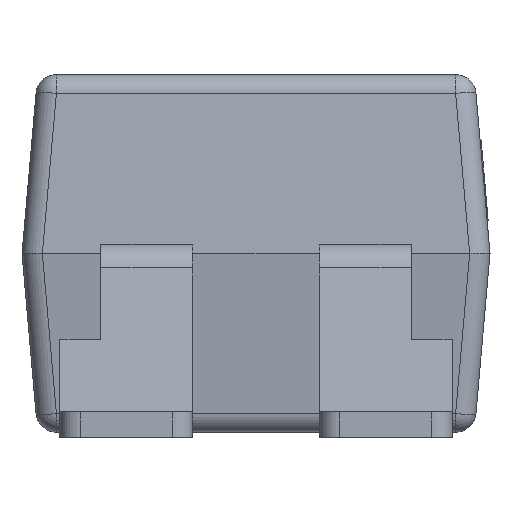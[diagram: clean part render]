
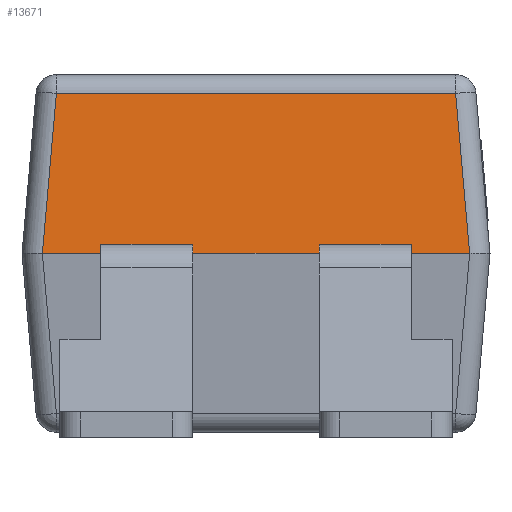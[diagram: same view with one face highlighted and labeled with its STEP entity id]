
A CAD part, left-side view. The second image highlights one B-rep face of the part: STEP entity #13671.
In plain terms, the highlighted planar face has unit normal (-0.996, 0, 0.087).
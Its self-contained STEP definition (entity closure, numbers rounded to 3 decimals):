
#56 = PLANE ( 'NONE',  #4260 ) ;
#87 = EDGE_CURVE ( 'NONE', #7541, #12818, #4258, .T. ) ;
#386 = LINE ( 'NONE', #14669, #1018 ) ;
#702 = ORIENTED_EDGE ( 'NONE', *, *, #6714, .F. ) ;
#735 = EDGE_CURVE ( 'NONE', #3951, #4597, #3440, .T. ) ;
#798 = EDGE_CURVE ( 'NONE', #15282, #5494, #386, .T. ) ;
#908 = FACE_OUTER_BOUND ( 'NONE', #11284, .T. ) ;
#924 = CARTESIAN_POINT ( 'NONE',  ( -3.217, -2.058, 0.377 ) ) ;
#1018 = VECTOR ( 'NONE', #12235, 1000. ) ;
#1325 = ORIENTED_EDGE ( 'NONE', *, *, #13201, .T. ) ;
#1361 = CARTESIAN_POINT ( 'NONE',  ( -3.25, 2.29, 0. ) ) ;
#1426 = DIRECTION ( 'NONE',  ( -0.087, 0., -0.996 ) ) ;
#1488 = ORIENTED_EDGE ( 'NONE', *, *, #8536, .T. ) ;
#1747 = VERTEX_POINT ( 'NONE', #6593 ) ;
#2217 = VERTEX_POINT ( 'NONE', #4550 ) ;
#2301 = CARTESIAN_POINT ( 'NONE',  ( -3.242, -0.62, 0.09 ) ) ;
#2510 = ORIENTED_EDGE ( 'NONE', *, *, #735, .T. ) ;
#2788 = DIRECTION ( 'NONE',  ( 0., 1., 0. ) ) ;
#2877 = ORIENTED_EDGE ( 'NONE', *, *, #12745, .T. ) ;
#3029 = ORIENTED_EDGE ( 'NONE', *, *, #4348, .F. ) ;
#3049 = EDGE_CURVE ( 'NONE', #12059, #2217, #14239, .T. ) ;
#3392 = DIRECTION ( 'NONE',  ( 0., -1., 0. ) ) ;
#3440 = LINE ( 'NONE', #924, #11813 ) ;
#3565 = VECTOR ( 'NONE', #1426, 1000. ) ;
#3951 = VERTEX_POINT ( 'NONE', #11313 ) ;
#4115 = LINE ( 'NONE', #5383, #11613 ) ;
#4258 = LINE ( 'NONE', #9074, #7612 ) ;
#4260 = AXIS2_PLACEMENT_3D ( 'NONE', #14200, #8322, #10576 ) ;
#4348 = EDGE_CURVE ( 'NONE', #11572, #1747, #13365, .T. ) ;
#4550 = CARTESIAN_POINT ( 'NONE',  ( -3.242, 0.62, 0.09 ) ) ;
#4597 = VERTEX_POINT ( 'NONE', #11856 ) ;
#4659 = CARTESIAN_POINT ( 'NONE',  ( -3.25, 2.29, 0. ) ) ;
#4692 = ORIENTED_EDGE ( 'NONE', *, *, #87, .T. ) ;
#4714 = VERTEX_POINT ( 'NONE', #8651 ) ;
#5383 = CARTESIAN_POINT ( 'NONE',  ( -3.242, 2.29, 0.09 ) ) ;
#5494 = VERTEX_POINT ( 'NONE', #2301 ) ;
#5559 = CARTESIAN_POINT ( 'NONE',  ( -3.25, 2.091, 0. ) ) ;
#5617 = CARTESIAN_POINT ( 'NONE',  ( -3.242, -1.52, 0.09 ) ) ;
#6010 = CARTESIAN_POINT ( 'NONE',  ( -3.25, -0.62, 0. ) ) ;
#6164 = DIRECTION ( 'NONE',  ( 0., -1., 0. ) ) ;
#6180 = CARTESIAN_POINT ( 'NONE',  ( -3.113, 1.954, 1.567 ) ) ;
#6299 = DIRECTION ( 'NONE',  ( 0., -1., 0. ) ) ;
#6384 = LINE ( 'NONE', #10959, #11861 ) ;
#6479 = LINE ( 'NONE', #1361, #14638 ) ;
#6593 = CARTESIAN_POINT ( 'NONE',  ( -3.25, 1.52, 0. ) ) ;
#6714 = EDGE_CURVE ( 'NONE', #4714, #5494, #4115, .T. ) ;
#7044 = DIRECTION ( 'NONE',  ( 0., -1., 0. ) ) ;
#7266 = DIRECTION ( 'NONE',  ( 0.087, 0., 0.996 ) ) ;
#7541 = VERTEX_POINT ( 'NONE', #6180 ) ;
#7612 = VECTOR ( 'NONE', #13846, 1000. ) ;
#7797 = ORIENTED_EDGE ( 'NONE', *, *, #14173, .T. ) ;
#7859 = DIRECTION ( 'NONE',  ( 0., 1., 0. ) ) ;
#8080 = LINE ( 'NONE', #5617, #10538 ) ;
#8294 = VERTEX_POINT ( 'NONE', #15141 ) ;
#8322 = DIRECTION ( 'NONE',  ( -0.996, 0., 0.087 ) ) ;
#8501 = VECTOR ( 'NONE', #7859, 1000. ) ;
#8518 = CARTESIAN_POINT ( 'NONE',  ( -3.242, 1.52, 0.09 ) ) ;
#8536 = EDGE_CURVE ( 'NONE', #12059, #15282, #12987, .T. ) ;
#8651 = CARTESIAN_POINT ( 'NONE',  ( -3.242, -1.52, 0.09 ) ) ;
#8914 = ORIENTED_EDGE ( 'NONE', *, *, #9200, .T. ) ;
#9074 = CARTESIAN_POINT ( 'NONE',  ( -3.252, 2.092, -0.017 ) ) ;
#9200 = EDGE_CURVE ( 'NONE', #11572, #2217, #6384, .T. ) ;
#9694 = ORIENTED_EDGE ( 'NONE', *, *, #3049, .F. ) ;
#9839 = EDGE_CURVE ( 'NONE', #8294, #3951, #6479, .T. ) ;
#10538 = VECTOR ( 'NONE', #11377, 1000. ) ;
#10576 = DIRECTION ( 'NONE',  ( -0.087, 0., -0.996 ) ) ;
#10959 = CARTESIAN_POINT ( 'NONE',  ( -3.242, -2.29, 0.09 ) ) ;
#10995 = CARTESIAN_POINT ( 'NONE',  ( -3.25, 0.62, 0. ) ) ;
#11053 = VECTOR ( 'NONE', #3392, 1000. ) ;
#11284 = EDGE_LOOP ( 'NONE', ( #9694, #1488, #14428, #702, #7797, #14933, #2510, #2877, #4692, #1325, #3029, #8914 ) ) ;
#11313 = CARTESIAN_POINT ( 'NONE',  ( -3.25, -2.091, 0. ) ) ;
#11322 = VECTOR ( 'NONE', #7266, 1000. ) ;
#11377 = DIRECTION ( 'NONE',  ( -0.087, 0., -0.996 ) ) ;
#11572 = VERTEX_POINT ( 'NONE', #12263 ) ;
#11613 = VECTOR ( 'NONE', #2788, 1000. ) ;
#11813 = VECTOR ( 'NONE', #15215, 1000. ) ;
#11856 = CARTESIAN_POINT ( 'NONE',  ( -3.113, -1.954, 1.567 ) ) ;
#11861 = VECTOR ( 'NONE', #6299, 1000. ) ;
#12059 = VERTEX_POINT ( 'NONE', #10995 ) ;
#12235 = DIRECTION ( 'NONE',  ( 0.087, 0., 0.996 ) ) ;
#12263 = CARTESIAN_POINT ( 'NONE',  ( -3.242, 1.52, 0.09 ) ) ;
#12483 = CARTESIAN_POINT ( 'NONE',  ( -3.113, 2.137, 1.567 ) ) ;
#12631 = LINE ( 'NONE', #12483, #8501 ) ;
#12745 = EDGE_CURVE ( 'NONE', #4597, #7541, #12631, .T. ) ;
#12764 = VECTOR ( 'NONE', #7044, 1000. ) ;
#12818 = VERTEX_POINT ( 'NONE', #5559 ) ;
#12987 = LINE ( 'NONE', #15422, #12764 ) ;
#13201 = EDGE_CURVE ( 'NONE', #12818, #1747, #14160, .T. ) ;
#13365 = LINE ( 'NONE', #8518, #3565 ) ;
#13671 = ADVANCED_FACE ( 'NONE', ( #908 ), #56, .T. ) ;
#13846 = DIRECTION ( 'NONE',  ( -0.087, 0.087, -0.992 ) ) ;
#14160 = LINE ( 'NONE', #4659, #11053 ) ;
#14173 = EDGE_CURVE ( 'NONE', #4714, #8294, #8080, .T. ) ;
#14200 = CARTESIAN_POINT ( 'NONE',  ( -3.25, 2.29, 0. ) ) ;
#14239 = LINE ( 'NONE', #14320, #11322 ) ;
#14320 = CARTESIAN_POINT ( 'NONE',  ( -3.25, 0.62, 0. ) ) ;
#14428 = ORIENTED_EDGE ( 'NONE', *, *, #798, .T. ) ;
#14638 = VECTOR ( 'NONE', #6164, 1000. ) ;
#14669 = CARTESIAN_POINT ( 'NONE',  ( -3.25, -0.62, 0. ) ) ;
#14933 = ORIENTED_EDGE ( 'NONE', *, *, #9839, .T. ) ;
#15141 = CARTESIAN_POINT ( 'NONE',  ( -3.25, -1.52, 0. ) ) ;
#15215 = DIRECTION ( 'NONE',  ( 0.087, 0.087, 0.992 ) ) ;
#15282 = VERTEX_POINT ( 'NONE', #6010 ) ;
#15422 = CARTESIAN_POINT ( 'NONE',  ( -3.25, 2.29, 0. ) ) ;
